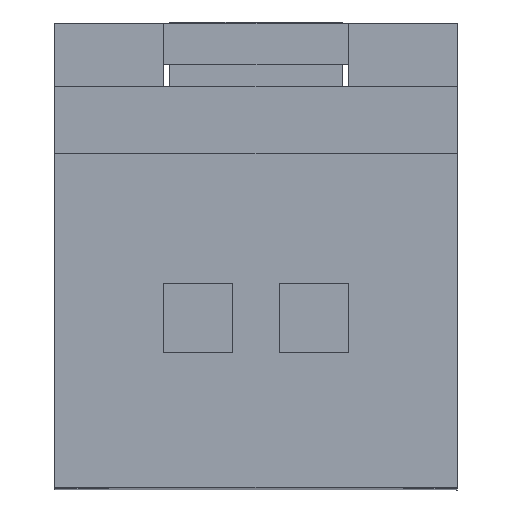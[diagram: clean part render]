
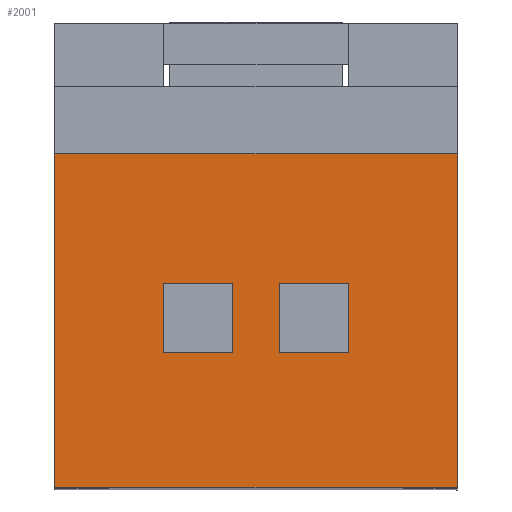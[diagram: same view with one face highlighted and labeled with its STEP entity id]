
A CAD part, top view. The second image highlights one B-rep face of the part: STEP entity #2001.
In plain terms, the highlighted face is planar.
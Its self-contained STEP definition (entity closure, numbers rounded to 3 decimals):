
#24=FACE_BOUND('',#161,.T.);
#25=FACE_BOUND('',#162,.T.);
#56=FACE_OUTER_BOUND('',#160,.T.);
#160=EDGE_LOOP('',(#1399,#1400,#1401,#1402));
#161=EDGE_LOOP('',(#1403,#1404,#1405,#1406));
#162=EDGE_LOOP('',(#1407,#1408,#1409,#1410));
#316=LINE('',#2824,#586);
#329=LINE('',#2852,#599);
#335=LINE('',#2863,#605);
#336=LINE('',#2864,#606);
#337=LINE('',#2867,#607);
#338=LINE('',#2869,#608);
#339=LINE('',#2871,#609);
#340=LINE('',#2872,#610);
#341=LINE('',#2875,#611);
#342=LINE('',#2877,#612);
#343=LINE('',#2879,#613);
#344=LINE('',#2880,#614);
#586=VECTOR('',#2315,1000.);
#599=VECTOR('',#2334,1000.);
#605=VECTOR('',#2346,1000.);
#606=VECTOR('',#2347,1000.);
#607=VECTOR('',#2348,1000.);
#608=VECTOR('',#2349,1000.);
#609=VECTOR('',#2350,1000.);
#610=VECTOR('',#2351,1000.);
#611=VECTOR('',#2352,1000.);
#612=VECTOR('',#2353,1000.);
#613=VECTOR('',#2354,1000.);
#614=VECTOR('',#2355,1000.);
#830=VERTEX_POINT('',#2813);
#834=VERTEX_POINT('',#2822);
#845=VERTEX_POINT('',#2849);
#846=VERTEX_POINT('',#2851);
#849=VERTEX_POINT('',#2865);
#850=VERTEX_POINT('',#2866);
#851=VERTEX_POINT('',#2868);
#852=VERTEX_POINT('',#2870);
#853=VERTEX_POINT('',#2873);
#854=VERTEX_POINT('',#2874);
#855=VERTEX_POINT('',#2876);
#856=VERTEX_POINT('',#2878);
#1036=EDGE_CURVE('',#834,#830,#316,.T.);
#1049=EDGE_CURVE('',#845,#846,#329,.T.);
#1055=EDGE_CURVE('',#846,#834,#335,.T.);
#1056=EDGE_CURVE('',#830,#845,#336,.T.);
#1057=EDGE_CURVE('',#849,#850,#337,.T.);
#1058=EDGE_CURVE('',#851,#849,#338,.T.);
#1059=EDGE_CURVE('',#852,#851,#339,.T.);
#1060=EDGE_CURVE('',#850,#852,#340,.T.);
#1061=EDGE_CURVE('',#853,#854,#341,.T.);
#1062=EDGE_CURVE('',#855,#853,#342,.T.);
#1063=EDGE_CURVE('',#856,#855,#343,.T.);
#1064=EDGE_CURVE('',#854,#856,#344,.T.);
#1399=ORIENTED_EDGE('',*,*,#1055,.F.);
#1400=ORIENTED_EDGE('',*,*,#1049,.F.);
#1401=ORIENTED_EDGE('',*,*,#1056,.F.);
#1402=ORIENTED_EDGE('',*,*,#1036,.F.);
#1403=ORIENTED_EDGE('',*,*,#1057,.F.);
#1404=ORIENTED_EDGE('',*,*,#1058,.F.);
#1405=ORIENTED_EDGE('',*,*,#1059,.F.);
#1406=ORIENTED_EDGE('',*,*,#1060,.F.);
#1407=ORIENTED_EDGE('',*,*,#1061,.F.);
#1408=ORIENTED_EDGE('',*,*,#1062,.F.);
#1409=ORIENTED_EDGE('',*,*,#1063,.F.);
#1410=ORIENTED_EDGE('',*,*,#1064,.F.);
#1797=PLANE('',#2118);
#2001=ADVANCED_FACE('',(#56,#24,#25),#1797,.F.);
#2118=AXIS2_PLACEMENT_3D('',#2862,#2344,#2345);
#2315=DIRECTION('',(1.,0.,0.));
#2334=DIRECTION('',(-1.,0.,0.));
#2344=DIRECTION('center_axis',(0.,0.,1.));
#2345=DIRECTION('ref_axis',(1.,0.,0.));
#2346=DIRECTION('',(0.,-1.,0.));
#2347=DIRECTION('',(0.,1.,0.));
#2348=DIRECTION('',(-1.,0.,0.));
#2349=DIRECTION('',(0.,-1.,0.));
#2350=DIRECTION('',(1.,0.,0.));
#2351=DIRECTION('',(0.,1.,0.));
#2352=DIRECTION('',(-1.,0.,0.));
#2353=DIRECTION('',(0.,-1.,0.));
#2354=DIRECTION('',(1.,0.,0.));
#2355=DIRECTION('',(0.,1.,0.));
#2813=CARTESIAN_POINT('',(7.,-5.8,0.));
#2822=CARTESIAN_POINT('',(0.,-5.8,0.));
#2824=CARTESIAN_POINT('',(0.,-5.8,0.));
#2849=CARTESIAN_POINT('',(7.,0.,0.));
#2851=CARTESIAN_POINT('',(0.,0.,0.));
#2852=CARTESIAN_POINT('',(0.,0.,0.));
#2862=CARTESIAN_POINT('Origin',(0.,-5.8,0.));
#2863=CARTESIAN_POINT('',(0.,0.,0.));
#2864=CARTESIAN_POINT('',(7.,0.,0.));
#2865=CARTESIAN_POINT('',(5.1,-3.45,0.));
#2866=CARTESIAN_POINT('',(3.9,-3.45,0.));
#2867=CARTESIAN_POINT('',(5.1,-3.45,0.));
#2868=CARTESIAN_POINT('',(5.1,-2.25,0.));
#2869=CARTESIAN_POINT('',(5.1,-2.25,0.));
#2870=CARTESIAN_POINT('',(3.9,-2.25,0.));
#2871=CARTESIAN_POINT('',(5.1,-2.25,0.));
#2872=CARTESIAN_POINT('',(3.9,-2.25,0.));
#2873=CARTESIAN_POINT('',(3.1,-3.45,0.));
#2874=CARTESIAN_POINT('',(1.9,-3.45,0.));
#2875=CARTESIAN_POINT('',(3.1,-3.45,0.));
#2876=CARTESIAN_POINT('',(3.1,-2.25,0.));
#2877=CARTESIAN_POINT('',(3.1,-2.25,0.));
#2878=CARTESIAN_POINT('',(1.9,-2.25,0.));
#2879=CARTESIAN_POINT('',(3.1,-2.25,0.));
#2880=CARTESIAN_POINT('',(1.9,-2.25,0.));
